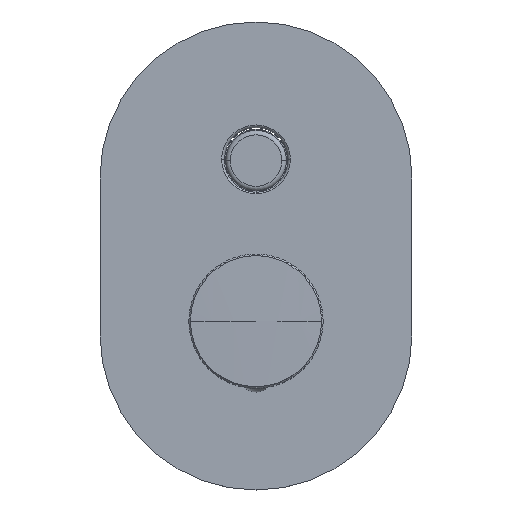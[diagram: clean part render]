
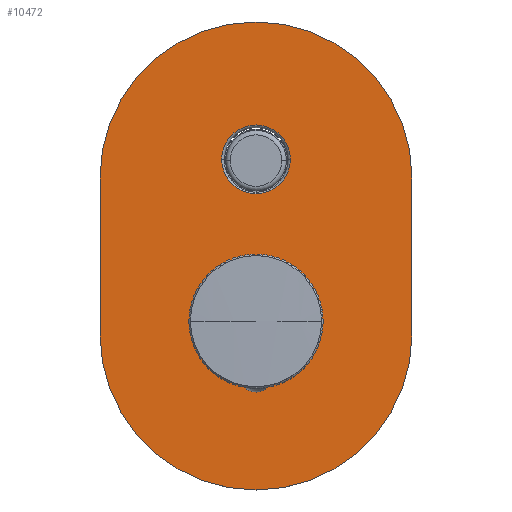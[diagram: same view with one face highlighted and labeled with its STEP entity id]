
A CAD part, top view. The second image highlights one B-rep face of the part: STEP entity #10472.
In plain terms, the highlighted planar face has unit normal (0, 0, 1).
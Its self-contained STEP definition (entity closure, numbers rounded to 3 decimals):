
#10297=CARTESIAN_POINT('',(0.,0.,2.));
#10298=DIRECTION('',(0.,0.,-1.));
#10299=DIRECTION('',(1.,0.,0.));
#10300=AXIS2_PLACEMENT_3D('',#10297,#10298,#10299);
#10302=CARTESIAN_POINT('',(0.,0.,2.));
#10303=DIRECTION('',(0.,0.,-1.));
#10304=DIRECTION('',(-1.,0.,0.));
#10305=AXIS2_PLACEMENT_3D('',#10302,#10303,#10304);
#10307=CARTESIAN_POINT('',(0.,52.,2.));
#10308=DIRECTION('',(0.,0.,-1.));
#10309=DIRECTION('',(1.,0.,0.));
#10310=AXIS2_PLACEMENT_3D('',#10307,#10308,#10309);
#10312=CARTESIAN_POINT('',(0.,52.,2.));
#10313=DIRECTION('',(0.,0.,-1.));
#10314=DIRECTION('',(-1.,0.,0.));
#10315=AXIS2_PLACEMENT_3D('',#10312,#10313,#10314);
#10317=CARTESIAN_POINT('',(0.,-4.,2.));
#10318=DIRECTION('',(0.,0.,1.));
#10319=DIRECTION('',(-1.,0.,0.));
#10320=AXIS2_PLACEMENT_3D('',#10317,#10318,#10319);
#10322=DIRECTION('',(0.,-1.,0.));
#10323=VECTOR('',#10322,50.);
#10324=CARTESIAN_POINT('',(-50.,46.,2.));
#10325=LINE('',#10324,#10323);
#10326=CARTESIAN_POINT('',(0.,46.,2.));
#10327=DIRECTION('',(0.,0.,1.));
#10328=DIRECTION('',(1.,0.,0.));
#10329=AXIS2_PLACEMENT_3D('',#10326,#10327,#10328);
#10331=DIRECTION('',(0.,1.,0.));
#10332=VECTOR('',#10331,50.);
#10333=CARTESIAN_POINT('',(50.,-4.,2.));
#10334=LINE('',#10333,#10332);
#10367=CARTESIAN_POINT('',(21.25,0.,2.));
#10368=CARTESIAN_POINT('',(-21.25,0.,2.));
#10369=VERTEX_POINT('',#10367);
#10370=VERTEX_POINT('',#10368);
#10371=CARTESIAN_POINT('',(11.,52.,2.));
#10372=CARTESIAN_POINT('',(-11.,52.,2.));
#10373=VERTEX_POINT('',#10371);
#10374=VERTEX_POINT('',#10372);
#10375=CARTESIAN_POINT('',(-50.,-4.,2.));
#10376=CARTESIAN_POINT('',(50.,-4.,2.));
#10377=VERTEX_POINT('',#10375);
#10378=VERTEX_POINT('',#10376);
#10387=CARTESIAN_POINT('',(50.,46.,2.));
#10388=VERTEX_POINT('',#10387);
#10389=CARTESIAN_POINT('',(-50.,46.,2.));
#10390=VERTEX_POINT('',#10389);
#10447=CARTESIAN_POINT('',(0.,0.,2.));
#10448=DIRECTION('',(0.,0.,1.));
#10449=DIRECTION('',(1.,0.,0.));
#10450=AXIS2_PLACEMENT_3D('',#10447,#10448,#10449);
#10451=PLANE('',#10450);
#10453=ORIENTED_EDGE('',*,*,#10452,.F.);
#10455=ORIENTED_EDGE('',*,*,#10454,.F.);
#10457=ORIENTED_EDGE('',*,*,#10456,.F.);
#10459=ORIENTED_EDGE('',*,*,#10458,.F.);
#10460=EDGE_LOOP('',(#10453,#10455,#10457,#10459));
#10461=FACE_OUTER_BOUND('',#10460,.F.);
#10463=ORIENTED_EDGE('',*,*,#10462,.F.);
#10465=ORIENTED_EDGE('',*,*,#10464,.F.);
#10466=EDGE_LOOP('',(#10463,#10465));
#10467=FACE_BOUND('',#10466,.F.);
#10468=ORIENTED_EDGE('',*,*,#10427,.F.);
#10469=ORIENTED_EDGE('',*,*,#10441,.F.);
#10470=EDGE_LOOP('',(#10468,#10469));
#10471=FACE_BOUND('',#10470,.F.);
#10472=ADVANCED_FACE('',(#10461,#10467,#10471),#10451,.T.);
#10301=CIRCLE('',#10300,21.25);
#10306=CIRCLE('',#10305,21.25);
#10311=CIRCLE('',#10310,11.);
#10316=CIRCLE('',#10315,11.);
#10321=CIRCLE('',#10320,50.);
#10330=CIRCLE('',#10329,50.);
#10427=EDGE_CURVE('',#10369,#10370,#10301,.T.);
#10441=EDGE_CURVE('',#10370,#10369,#10306,.T.);
#10452=EDGE_CURVE('',#10377,#10378,#10321,.T.);
#10454=EDGE_CURVE('',#10390,#10377,#10325,.T.);
#10456=EDGE_CURVE('',#10388,#10390,#10330,.T.);
#10458=EDGE_CURVE('',#10378,#10388,#10334,.T.);
#10462=EDGE_CURVE('',#10373,#10374,#10311,.T.);
#10464=EDGE_CURVE('',#10374,#10373,#10316,.T.);
